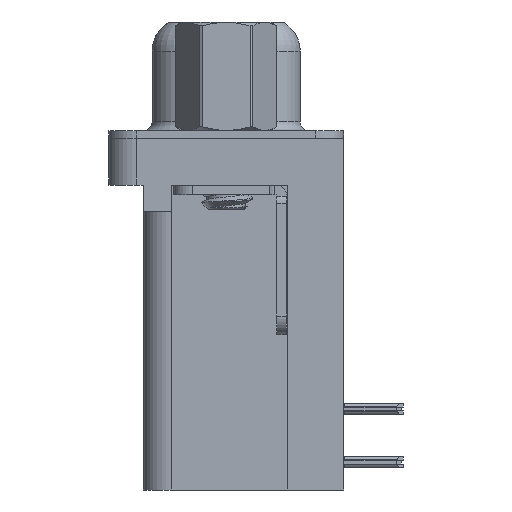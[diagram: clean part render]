
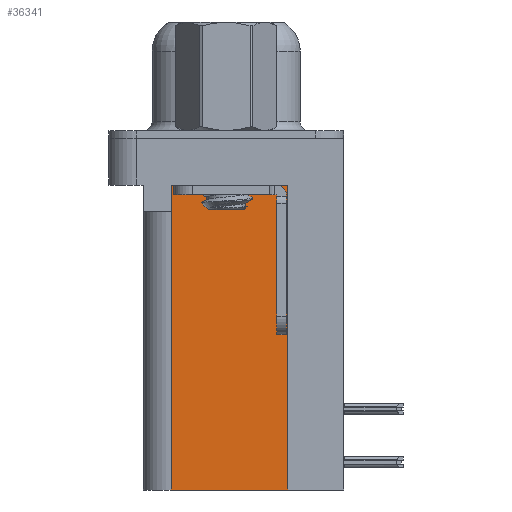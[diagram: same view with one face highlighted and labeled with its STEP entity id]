
A CAD part, left-side view. The second image highlights one B-rep face of the part: STEP entity #36341.
In plain terms, the highlighted planar face has unit normal (-1, 0, 0).
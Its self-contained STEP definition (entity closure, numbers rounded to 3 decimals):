
#632 = EDGE_CURVE ( 'NONE', #4685, #36680, #24042, .T. ) ;
#734 = ORIENTED_EDGE ( 'NONE', *, *, #3571, .T. ) ;
#1031 = VERTEX_POINT ( 'NONE', #2547 ) ;
#1739 = FACE_OUTER_BOUND ( 'NONE', #31514, .T. ) ;
#2000 = LINE ( 'NONE', #13798, #2191 ) ;
#2191 = VECTOR ( 'NONE', #34383, 1000. ) ;
#2547 = CARTESIAN_POINT ( 'NONE',  ( 3.79, 2.895, -2.5 ) ) ;
#2861 = DIRECTION ( 'NONE',  ( 0., 1., 0. ) ) ;
#3115 = ORIENTED_EDGE ( 'NONE', *, *, #27537, .T. ) ;
#3427 = ORIENTED_EDGE ( 'NONE', *, *, #22950, .T. ) ;
#3523 = EDGE_CURVE ( 'NONE', #21315, #4685, #7354, .T. ) ;
#3571 = EDGE_CURVE ( 'NONE', #21315, #7081, #7048, .T. ) ;
#3662 = DIRECTION ( 'NONE',  ( 0., 1., 0. ) ) ;
#3719 = CARTESIAN_POINT ( 'NONE',  ( 3.79, 2.925, -3.9 ) ) ;
#4685 = VERTEX_POINT ( 'NONE', #15771 ) ;
#5300 = DIRECTION ( 'NONE',  ( 0., 1., 0. ) ) ;
#6769 = CARTESIAN_POINT ( 'NONE',  ( 3.79, -3.295, -18.76 ) ) ;
#6938 = VECTOR ( 'NONE', #9052, 1000. ) ;
#7048 = LINE ( 'NONE', #14912, #6938 ) ;
#7081 = VERTEX_POINT ( 'NONE', #29571 ) ;
#7354 = LINE ( 'NONE', #20468, #7520 ) ;
#7520 = VECTOR ( 'NONE', #2861, 1000. ) ;
#9052 = DIRECTION ( 'NONE',  ( 0., 0., 1. ) ) ;
#12596 = ORIENTED_EDGE ( 'NONE', *, *, #632, .F. ) ;
#12719 = DIRECTION ( 'NONE',  ( 0., 1., 0. ) ) ;
#13348 = AXIS2_PLACEMENT_3D ( 'NONE', #6769, #30298, #12719 ) ;
#13798 = CARTESIAN_POINT ( 'NONE',  ( 3.79, 2.895, -3.9 ) ) ;
#14912 = CARTESIAN_POINT ( 'NONE',  ( 3.79, -3.295, -18.76 ) ) ;
#15771 = CARTESIAN_POINT ( 'NONE',  ( 3.79, 2.925, -18.76 ) ) ;
#20468 = CARTESIAN_POINT ( 'NONE',  ( 3.79, -3.295, -18.76 ) ) ;
#20840 = EDGE_CURVE ( 'NONE', #7081, #1031, #28958, .T. ) ;
#21276 = CARTESIAN_POINT ( 'NONE',  ( 3.79, -3.295, -2.5 ) ) ;
#21315 = VERTEX_POINT ( 'NONE', #37666 ) ;
#21959 = LINE ( 'NONE', #22874, #21999 ) ;
#21999 = VECTOR ( 'NONE', #5300, 1000. ) ;
#22874 = CARTESIAN_POINT ( 'NONE',  ( 3.79, 0., -3.9 ) ) ;
#22950 = EDGE_CURVE ( 'NONE', #1031, #34980, #2000, .T. ) ;
#24042 = LINE ( 'NONE', #29513, #24738 ) ;
#24738 = VECTOR ( 'NONE', #33485, 1000. ) ;
#25180 = ORIENTED_EDGE ( 'NONE', *, *, #20840, .T. ) ;
#25413 = CARTESIAN_POINT ( 'NONE',  ( 3.79, 2.895, -3.9 ) ) ;
#25665 = ORIENTED_EDGE ( 'NONE', *, *, #3523, .F. ) ;
#27471 = PLANE ( 'NONE',  #13348 ) ;
#27537 = EDGE_CURVE ( 'NONE', #34980, #36680, #21959, .T. ) ;
#28958 = LINE ( 'NONE', #21276, #29928 ) ;
#29513 = CARTESIAN_POINT ( 'NONE',  ( 3.79, 2.925, -18.76 ) ) ;
#29571 = CARTESIAN_POINT ( 'NONE',  ( 3.79, -3.295, -2.5 ) ) ;
#29928 = VECTOR ( 'NONE', #3662, 1000. ) ;
#30298 = DIRECTION ( 'NONE',  ( 1., 0., 0. ) ) ;
#31514 = EDGE_LOOP ( 'NONE', ( #25180, #3427, #3115, #12596, #25665, #734 ) ) ;
#33485 = DIRECTION ( 'NONE',  ( 0., 0., 1. ) ) ;
#34383 = DIRECTION ( 'NONE',  ( 0., 0., -1. ) ) ;
#34980 = VERTEX_POINT ( 'NONE', #25413 ) ;
#36341 = ADVANCED_FACE ( 'NONE', ( #1739 ), #27471, .F. ) ;
#36680 = VERTEX_POINT ( 'NONE', #3719 ) ;
#37666 = CARTESIAN_POINT ( 'NONE',  ( 3.79, -3.295, -18.76 ) ) ;
